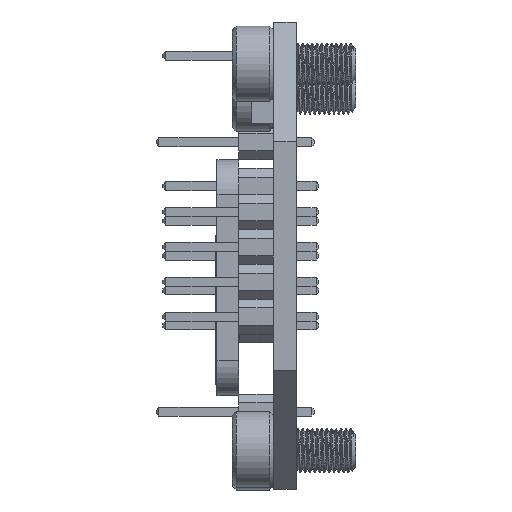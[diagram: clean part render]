
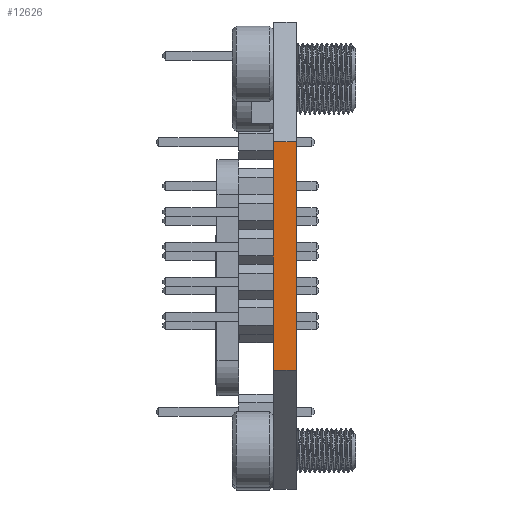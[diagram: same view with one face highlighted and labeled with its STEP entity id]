
A CAD part, left-side view. The second image highlights one B-rep face of the part: STEP entity #12626.
In plain terms, the highlighted planar face has unit normal (-1, 0, 0).
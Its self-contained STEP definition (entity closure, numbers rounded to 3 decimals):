
#504=PLANE('',#13711);
#1189=FACE_OUTER_BOUND('',#1959,.T.);
#1959=EDGE_LOOP('',(#8964,#8965,#8966,#8967));
#2795=LINE('',#18367,#4231);
#2796=LINE('',#18370,#4232);
#2797=LINE('',#18372,#4233);
#2798=LINE('',#18373,#4234);
#4231=VECTOR('',#15164,10.);
#4232=VECTOR('',#15167,10.);
#4233=VECTOR('',#15168,10.);
#4234=VECTOR('',#15169,10.);
#5866=VERTEX_POINT('',#18363);
#5867=VERTEX_POINT('',#18365);
#5868=VERTEX_POINT('',#18369);
#5869=VERTEX_POINT('',#18371);
#7034=EDGE_CURVE('',#5866,#5867,#2795,.T.);
#7035=EDGE_CURVE('',#5866,#5868,#2796,.T.);
#7036=EDGE_CURVE('',#5869,#5867,#2797,.T.);
#7037=EDGE_CURVE('',#5868,#5869,#2798,.T.);
#8964=ORIENTED_EDGE('',*,*,#7035,.F.);
#8965=ORIENTED_EDGE('',*,*,#7034,.T.);
#8966=ORIENTED_EDGE('',*,*,#7036,.F.);
#8967=ORIENTED_EDGE('',*,*,#7037,.F.);
#12626=ADVANCED_FACE('',(#1189),#504,.T.);
#13711=AXIS2_PLACEMENT_3D('',#18368,#15165,#15166);
#15164=DIRECTION('',(0.,0.,1.));
#15165=DIRECTION('center_axis',(-1.,0.,0.));
#15166=DIRECTION('ref_axis',(0.,-1.,0.));
#15167=DIRECTION('',(0.,1.,0.));
#15168=DIRECTION('',(0.,-1.,0.));
#15169=DIRECTION('',(0.,0.,1.));
#18363=CARTESIAN_POINT('',(-31.6,-8.3,0.));
#18365=CARTESIAN_POINT('',(-31.6,-8.3,1.671));
#18367=CARTESIAN_POINT('',(-31.6,-8.3,0.));
#18368=CARTESIAN_POINT('Origin',(-31.6,8.35,0.));
#18369=CARTESIAN_POINT('',(-31.6,8.35,0.));
#18370=CARTESIAN_POINT('',(-31.6,-8.3,0.));
#18371=CARTESIAN_POINT('',(-31.6,8.35,1.671));
#18372=CARTESIAN_POINT('',(-31.6,-8.3,1.671));
#18373=CARTESIAN_POINT('',(-31.6,8.35,0.));
